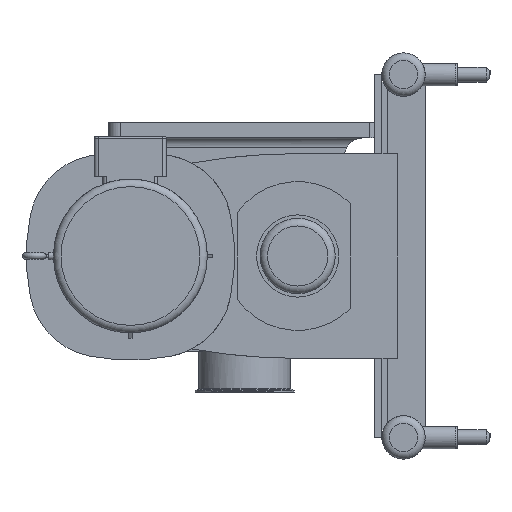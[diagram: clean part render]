
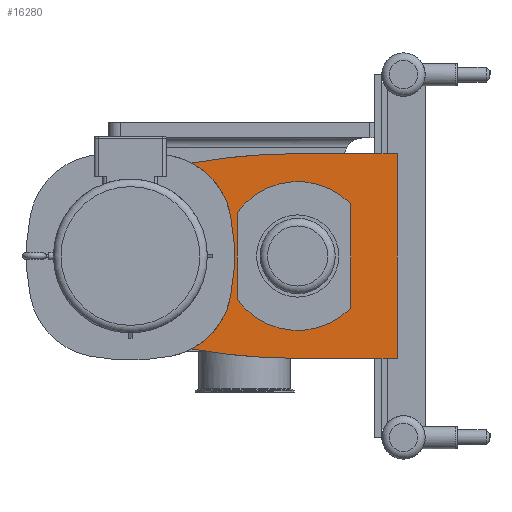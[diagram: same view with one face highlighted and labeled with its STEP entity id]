
A CAD part, left-side view. The second image highlights one B-rep face of the part: STEP entity #16280.
In plain terms, the highlighted planar face has unit normal (-1, 0, 0).
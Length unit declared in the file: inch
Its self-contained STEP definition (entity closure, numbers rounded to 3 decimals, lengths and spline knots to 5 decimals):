
#309=FACE_BOUND('',#2997,.T.);
#951=CIRCLE('',#17248,39.37);
#958=CIRCLE('',#17257,39.37);
#971=CIRCLE('',#17280,4.9215);
#973=CIRCLE('',#17284,4.9215);
#997=CIRCLE('',#17362,5.);
#999=CIRCLE('',#17365,13.78);
#1001=CIRCLE('',#17368,5.);
#2019=FACE_OUTER_BOUND('',#2996,.T.);
#2996=EDGE_LOOP('',(#11420,#11421,#11422,#11423,#11424,#11425,#11426,#11427));
#2997=EDGE_LOOP('',(#11428,#11429,#11430,#11431));
#3978=LINE('',#24239,#5322);
#3982=LINE('',#24250,#5326);
#4112=LINE('',#24641,#5456);
#4114=LINE('',#24646,#5458);
#4117=LINE('',#24650,#5461);
#5322=VECTOR('',#19193,0.3937);
#5326=VECTOR('',#19205,0.3937);
#5456=VECTOR('',#19547,0.3937);
#5458=VECTOR('',#19551,0.3937);
#5461=VECTOR('',#19556,0.3937);
#6697=VERTEX_POINT('',#24056);
#6698=VERTEX_POINT('',#24058);
#6710=VERTEX_POINT('',#24129);
#6711=VERTEX_POINT('',#24131);
#6725=VERTEX_POINT('',#24229);
#6726=VERTEX_POINT('',#24230);
#6729=VERTEX_POINT('',#24238);
#6731=VERTEX_POINT('',#24244);
#6831=VERTEX_POINT('',#24562);
#6833=VERTEX_POINT('',#24569);
#6845=VERTEX_POINT('',#24639);
#6847=VERTEX_POINT('',#24645);
#8355=EDGE_CURVE('',#6698,#6697,#951,.T.);
#8369=EDGE_CURVE('',#6711,#6710,#958,.T.);
#8392=EDGE_CURVE('',#6725,#6726,#971,.T.);
#8396=EDGE_CURVE('',#6726,#6729,#3978,.T.);
#8399=EDGE_CURVE('',#6729,#6731,#973,.T.);
#8402=EDGE_CURVE('',#6731,#6725,#3982,.T.);
#8548=EDGE_CURVE('',#6831,#6710,#997,.F.);
#8552=EDGE_CURVE('',#6831,#6833,#999,.T.);
#8555=EDGE_CURVE('',#6833,#6698,#1001,.T.);
#8579=EDGE_CURVE('',#6697,#6845,#4112,.T.);
#8581=EDGE_CURVE('',#6847,#6711,#4114,.T.);
#8584=EDGE_CURVE('',#6845,#6847,#4117,.T.);
#11420=ORIENTED_EDGE('',*,*,#8355,.T.);
#11421=ORIENTED_EDGE('',*,*,#8579,.T.);
#11422=ORIENTED_EDGE('',*,*,#8584,.T.);
#11423=ORIENTED_EDGE('',*,*,#8581,.T.);
#11424=ORIENTED_EDGE('',*,*,#8369,.T.);
#11425=ORIENTED_EDGE('',*,*,#8548,.F.);
#11426=ORIENTED_EDGE('',*,*,#8552,.T.);
#11427=ORIENTED_EDGE('',*,*,#8555,.T.);
#11428=ORIENTED_EDGE('',*,*,#8392,.T.);
#11429=ORIENTED_EDGE('',*,*,#8396,.T.);
#11430=ORIENTED_EDGE('',*,*,#8399,.T.);
#11431=ORIENTED_EDGE('',*,*,#8402,.T.);
#15736=PLANE('',#17395);
#16280=ADVANCED_FACE('',(#2019,#309),#15736,.F.);
#17248=AXIS2_PLACEMENT_3D('',#24059,#19111,#19112);
#17257=AXIS2_PLACEMENT_3D('',#24132,#19132,#19133);
#17280=AXIS2_PLACEMENT_3D('',#24231,#19185,#19186);
#17284=AXIS2_PLACEMENT_3D('',#24245,#19198,#19199);
#17362=AXIS2_PLACEMENT_3D('',#24564,#19471,#19472);
#17365=AXIS2_PLACEMENT_3D('',#24571,#19479,#19480);
#17368=AXIS2_PLACEMENT_3D('',#24576,#19486,#19487);
#17395=AXIS2_PLACEMENT_3D('',#24651,#19557,#19558);
#19111=DIRECTION('center_axis',(-1.,0.,0.));
#19112=DIRECTION('ref_axis',(0.,0.,
1.));
#19132=DIRECTION('center_axis',(-1.,0.,0.));
#19133=DIRECTION('ref_axis',(0.,-0.386,-0.923));
#19185=DIRECTION('center_axis',(1.,0.,0.));
#19186=DIRECTION('ref_axis',(0.,0.711,-0.703));
#19193=DIRECTION('',(0.,0.,-1.));
#19198=DIRECTION('center_axis',(1.,0.,0.));
#19199=DIRECTION('ref_axis',(0.,-0.813,0.583));
#19205=DIRECTION('',(0.,0.,1.));
#19471=DIRECTION('center_axis',(1.,0.,0.));
#19472=DIRECTION('ref_axis',(0.,-0.707,0.707));
#19479=DIRECTION('center_axis',(1.,0.,0.));
#19480=DIRECTION('ref_axis',(0.,0.911,-0.411));
#19486=DIRECTION('center_axis',(1.,0.,0.));
#19487=DIRECTION('ref_axis',(0.,-0.707,-0.707));
#19547=DIRECTION('',(0.,-1.,0.));
#19551=DIRECTION('',(0.,1.,0.));
#19556=DIRECTION('',(0.,0.,1.));
#19557=DIRECTION('center_axis',(1.,0.,0.));
#19558=DIRECTION('ref_axis',(0.,0.,
-1.));
#24056=CARTESIAN_POINT('',(-33.126,-3.5,-6.7715));
#24058=CARTESIAN_POINT('',(-33.126,3.51029,-6.14234));
#24059=CARTESIAN_POINT('Origin',(-33.126,-3.5,32.5985));
#24129=CARTESIAN_POINT('',(-33.126,3.51029,6.14234));
#24131=CARTESIAN_POINT('',(-33.126,-3.5,6.7715));
#24132=CARTESIAN_POINT('Origin',(-33.126,-3.5,-32.5985));
#24229=CARTESIAN_POINT('',(-33.126,0.5,2.86726));
#24230=CARTESIAN_POINT('',(-33.126,-7.,3.45994));
#24231=CARTESIAN_POINT('Origin',(-33.126,-3.5,0.));
#24238=CARTESIAN_POINT('',(-33.126,-7.,-3.45994));
#24239=CARTESIAN_POINT('',(-33.126,-7.,-1.72997));
#24244=CARTESIAN_POINT('',(-33.126,0.5,-2.86726));
#24245=CARTESIAN_POINT('Origin',(-33.126,-3.5,0.));
#24250=CARTESIAN_POINT('',(-33.126,0.5,1.43363));
#24562=CARTESIAN_POINT('',(-33.126,0.93997,2.69934));
#24564=CARTESIAN_POINT('Origin',(-33.126,5.8431,1.7199));
#24569=CARTESIAN_POINT('',(-33.126,0.93997,-2.69934));
#24571=CARTESIAN_POINT('Origin',(-33.126,14.453,0.));
#24576=CARTESIAN_POINT('Origin',(-33.126,5.8431,-1.7199));
#24639=CARTESIAN_POINT('',(-33.126,-10.075,-6.7715));
#24641=CARTESIAN_POINT('',(-33.126,-3.5,-6.7715));
#24645=CARTESIAN_POINT('',(-33.126,-10.075,6.7715));
#24646=CARTESIAN_POINT('',(-33.126,-10.075,6.7715));
#24650=CARTESIAN_POINT('',(-33.126,-10.075,-6.7715));
#24651=CARTESIAN_POINT('Origin',(-33.126,-1.07839,0.));
